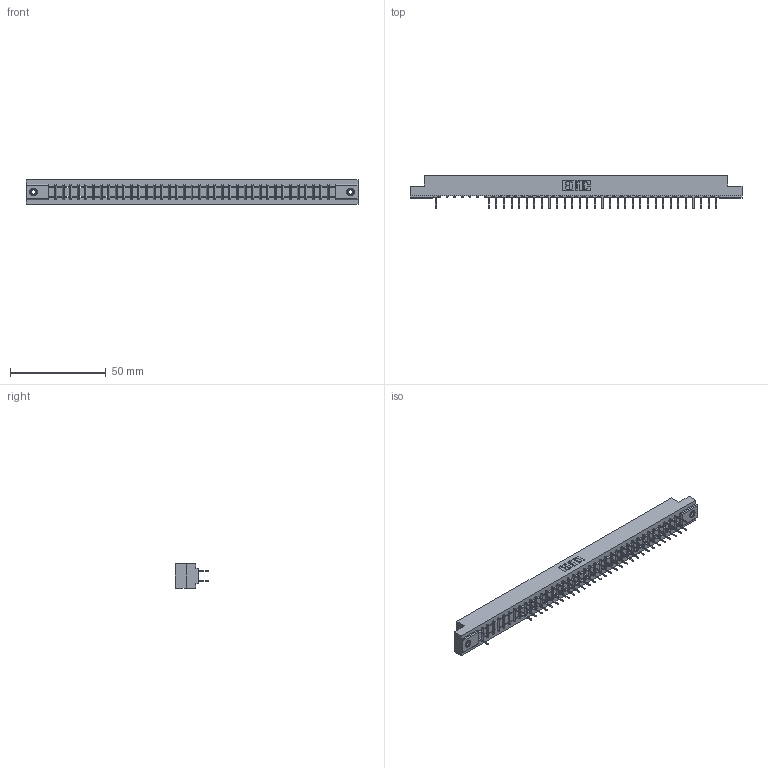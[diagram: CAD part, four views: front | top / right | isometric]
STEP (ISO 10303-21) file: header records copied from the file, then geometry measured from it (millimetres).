
FILE_DESCRIPTION (( 'STEP AP203' ), '1' );
FILE_NAME ('307-076-524-208.STEP', '2018-08-06T16:53:15', ( '' ), ( '' ), 'SwSTEP 2.0', 'SolidWorks 2016', '' );
FILE_SCHEMA (( 'CONFIG_CONTROL_DESIGN' ));
Length unit declared in the file: inch
Products named in the file (4): 307 Part_.156 Dia Mounting Holes; 307-290-001_524; 345-250-001_345-250-003-102; 307-076-524-208
Assembly tree (66 placements, depth 2):
  307-076-524-208
    307 Part_.156 Dia Mounting Holes
    307-290-001_524  x63
    345-250-001_345-250-003-102  x2
Bounding box: 173.58 x 17.42 x 12.7 mm (x, y, z)
Volume: 18235 mm3; surface area: 20930.9 mm2
Topology: 66 solids, 66 shells, 3245 faces, 9065 edges, 5846 vertices
Faces by surface type: plane 2133, cylinder 1018, sphere 78, cone 12, torus 4
Entity records: 35023 total; most frequent: CARTESIAN_POINT 5768, ORIENTED_EDGE 5722, DIRECTION 5647, EDGE_CURVE 2861, LINE 2193, VECTOR 2193, VERTEX_POINT 1848, AXIS2_PLACEMENT_3D 1727
